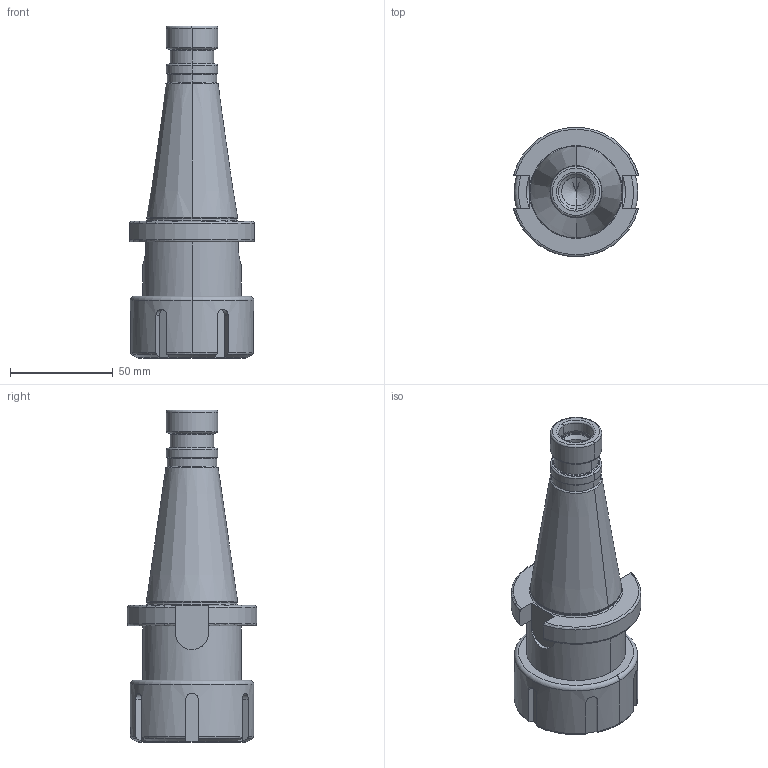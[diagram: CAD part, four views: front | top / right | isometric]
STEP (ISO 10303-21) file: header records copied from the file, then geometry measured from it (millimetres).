
FILE_DESCRIPTION((''),'2;1');
FILE_NAME('401_01_25','2020-11-30T',('103090'),(''),'CREO PARAMETRIC BY PTC INC, 2016260','CREO PARAMETRIC BY PTC INC, 2016260','');
FILE_SCHEMA(('CONFIG_CONTROL_DESIGN'));
Length unit declared in the file: millimetre
Products named in the file (1): 401_01_25
Bounding box: 60.91 x 62.76 x 161.4 mm (x, y, z)
Volume: 178311.8 mm3; surface area: 40823.6 mm2
Topology: 1 solids, 1 shells, 185 faces, 443 edges, 269 vertices
Faces by surface type: torus 51, cylinder 48, plane 46, cone 40
Entity records: 5779 total; most frequent: CARTESIAN_POINT 1426, DIRECTION 960, ORIENTED_EDGE 882, EDGE_CURVE 441, AXIS2_PLACEMENT_3D 408, VERTEX_POINT 269, CIRCLE 220, EDGE_LOOP 196
